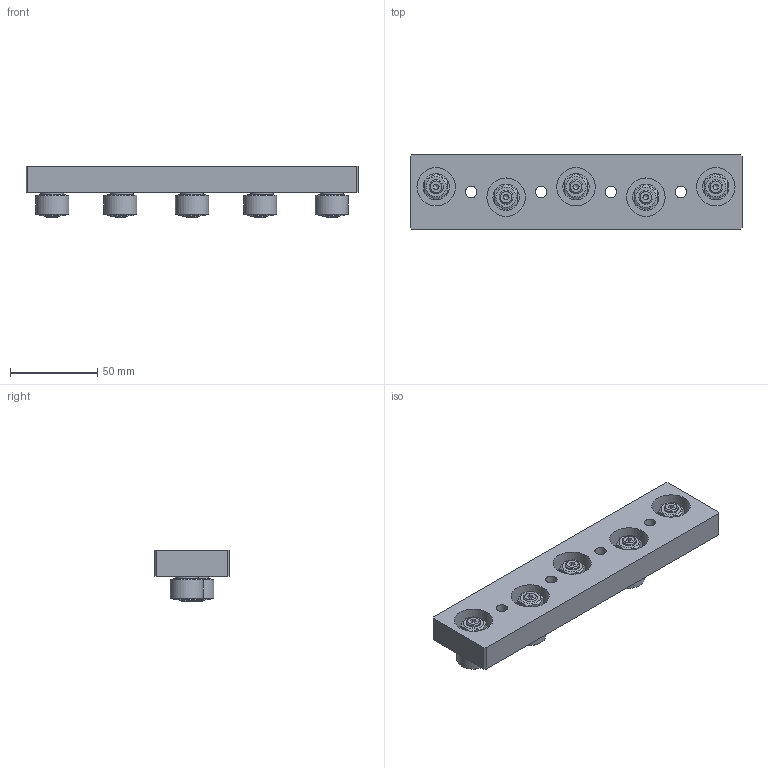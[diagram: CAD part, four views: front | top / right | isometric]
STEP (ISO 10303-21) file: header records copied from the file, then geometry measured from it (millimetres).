
FILE_DESCRIPTION(/* description */ ('CARRO CMR43/5C L.0 '),/* implementation_level */ '2;1');
FILE_NAME(/* name */ 'GCARO0000214.stp',/* time_stamp */ '2022-07-28T15:11:00+02:00',/* author */ ('tecnico2.vi'),/* organization */ (''),/* preprocessor_version */ 'ST-DEVELOPER v18.1',/* originating_system */ 'Autodesk Inventor 2022',/* authorisation */ '');
FILE_SCHEMA (('AUTOMOTIVE_DESIGN { 1 0 10303 214 3 1 1 }'));
Length unit declared in the file: millimetre
Products named in the file (10): !DM60CA0031!!!; DM70CT0029-A; DM23.519.00C; DM70PRR0022-A; DM23.519.00E; DM70PRR0023-A; DM80CUNATR6; 80AE00006; 80MTZ0004-A; CDDDE0000044
Assembly tree (22 placements, depth 3):
  !DM60CA0031!!!
    DM70CT0029-A
    DM23.519.00C  x3
      DM70PRR0022-A
      DM80CUNATR6
      80AE00006
    DM23.519.00E  x2
      DM70PRR0023-A
      DM80CUNATR6
      80AE00006
    80MTZ0004-A  x5
    CDDDE0000044  x5
Bounding box: 190 x 43 x 29.5 mm (x, y, z)
Volume: 125336.4 mm3; surface area: 44874.8 mm2
Topology: 26 solids, 26 shells, 394 faces, 866 edges, 569 vertices
Faces by surface type: plane 175, cylinder 144, cone 45, torus 30
Full cylindrical faces by diameter (mm): 1.15 x10, 5.7 x5, 6 x15, 6.647 x9, 8 x10, 8.2 x5, 8.4 x10, 8.402 x10, 13 x5, 15 x15, 19 x5, 22 x5
Entity records: 3967 total; most frequent: CARTESIAN_POINT 685, DIRECTION 671, ORIENTED_EDGE 548, AXIS2_PLACEMENT_3D 277, EDGE_CURVE 274, VERTEX_POINT 183, EDGE_LOOP 171, FACE_OUTER_BOUND 124
